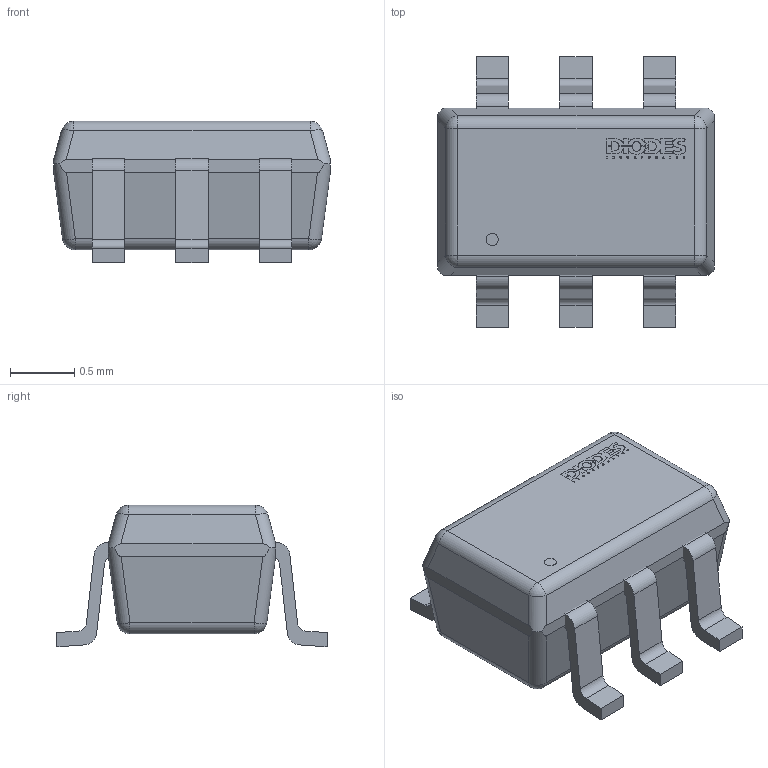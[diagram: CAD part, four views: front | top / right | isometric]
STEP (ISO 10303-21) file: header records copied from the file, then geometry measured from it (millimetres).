
FILE_DESCRIPTION(/* description */ (''),/* implementation_level */ '2;1');
FILE_NAME(/* name */ '1.stp',/* time_stamp */ '2020-02-07T05:33:50+02:00',/* author */ ('k'),/* organization */ (''),/* preprocessor_version */ 'ST-DEVELOPER v15.6',/* originating_system */ 'Autodesk Inventor 2015',/* authorisation */ '');
FILE_SCHEMA (('AUTOMOTIVE_DESIGN { 1 0 10303 214 3 1 1 }'));
Length unit declared in the file: millimetre
Products named in the file (5): 1; 2; 3; Diod Logo
Bounding box: 2.15 x 2.1 x 1.1 mm (x, y, z)
Volume: 2.7 mm3; surface area: 15.5 mm2
Topology: 24 solids, 24 shells, 473 faces, 1251 edges, 826 vertices
Faces by surface type: plane 243, bspline 179, cylinder 43, sphere 8
Full cylindrical faces by diameter (mm): 0.095 x1
Entity records: 15152 total; most frequent: CARTESIAN_POINT 4441, ORIENTED_EDGE 2500, DIRECTION 1596, EDGE_CURVE 1250, VERTEX_POINT 826, LINE 794, VECTOR 794, EDGE_LOOP 488
